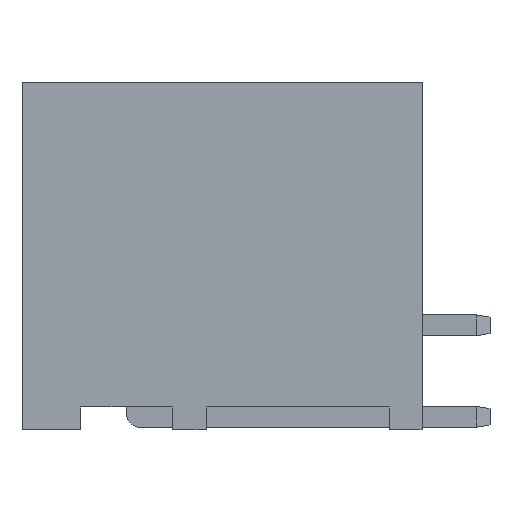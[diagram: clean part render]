
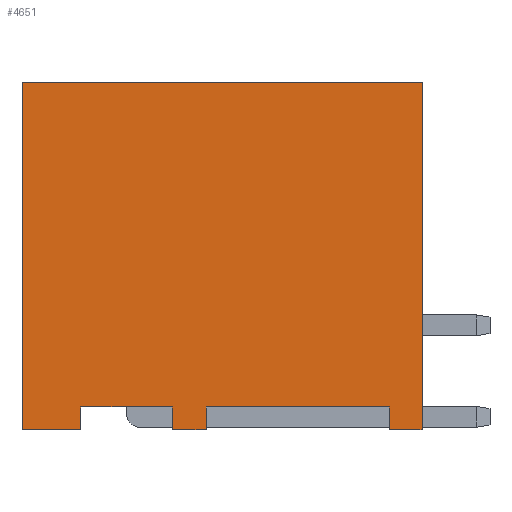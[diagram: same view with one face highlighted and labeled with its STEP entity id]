
A CAD part, left-side view. The second image highlights one B-rep face of the part: STEP entity #4651.
In plain terms, the highlighted planar face has unit normal (-1, 0, 0).
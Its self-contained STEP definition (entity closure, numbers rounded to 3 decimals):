
#19 = LINE ( 'NONE', #4632, #2807 ) ;
#263 = ORIENTED_EDGE ( 'NONE', *, *, #4118, .F. ) ;
#470 = FACE_OUTER_BOUND ( 'NONE', #3092, .T. ) ;
#474 = CARTESIAN_POINT ( 'NONE',  ( -1.75, 1.25, -6.65 ) ) ;
#513 = EDGE_CURVE ( 'NONE', #4352, #1940, #648, .T. ) ;
#544 = ORIENTED_EDGE ( 'NONE', *, *, #2600, .T. ) ;
#565 = LINE ( 'NONE', #5200, #4781 ) ;
#578 = ORIENTED_EDGE ( 'NONE', *, *, #2954, .T. ) ;
#621 = VECTOR ( 'NONE', #639, 1000. ) ;
#639 = DIRECTION ( 'NONE',  ( 0., -1., 0. ) ) ;
#648 = LINE ( 'NONE', #4937, #4819 ) ;
#720 = VERTEX_POINT ( 'NONE', #5156 ) ;
#756 = ORIENTED_EDGE ( 'NONE', *, *, #4841, .T. ) ;
#784 = VERTEX_POINT ( 'NONE', #2275 ) ;
#1005 = CARTESIAN_POINT ( 'NONE',  ( -1.75, 8.25, -6.65 ) ) ;
#1012 = DIRECTION ( 'NONE',  ( 0., -1., 0. ) ) ;
#1074 = EDGE_CURVE ( 'NONE', #2243, #5158, #19, .T. ) ;
#1114 = DIRECTION ( 'NONE',  ( 0., 0., 1. ) ) ;
#1237 = EDGE_CURVE ( 'NONE', #1940, #3703, #5395, .T. ) ;
#1257 = CARTESIAN_POINT ( 'NONE',  ( -1.75, 15.3, 6.65 ) ) ;
#1267 = DIRECTION ( 'NONE',  ( 0., -1., 0. ) ) ;
#1409 = DIRECTION ( 'NONE',  ( 0., -1., 0. ) ) ;
#1430 = AXIS2_PLACEMENT_3D ( 'NONE', #4951, #4978, #5507 ) ;
#1543 = LINE ( 'NONE', #5737, #2336 ) ;
#1566 = CARTESIAN_POINT ( 'NONE',  ( -1.75, 9.55, -5.775 ) ) ;
#1683 = ORIENTED_EDGE ( 'NONE', *, *, #4502, .T. ) ;
#1689 = DIRECTION ( 'NONE',  ( 0., 0., 1. ) ) ;
#1755 = DIRECTION ( 'NONE',  ( 0., -1., 0. ) ) ;
#1874 = CARTESIAN_POINT ( 'NONE',  ( -1.75, 13.05, -5.775 ) ) ;
#1940 = VERTEX_POINT ( 'NONE', #1566 ) ;
#1995 = DIRECTION ( 'NONE',  ( 0., 0., 1. ) ) ;
#2096 = VECTOR ( 'NONE', #2347, 1000. ) ;
#2120 = VECTOR ( 'NONE', #3081, 1000. ) ;
#2152 = ORIENTED_EDGE ( 'NONE', *, *, #513, .T. ) ;
#2243 = VERTEX_POINT ( 'NONE', #2422 ) ;
#2261 = LINE ( 'NONE', #1257, #5354 ) ;
#2275 = CARTESIAN_POINT ( 'NONE',  ( -1.75, 15.3, -6.65 ) ) ;
#2285 = EDGE_CURVE ( 'NONE', #3703, #4768, #2513, .T. ) ;
#2333 = ORIENTED_EDGE ( 'NONE', *, *, #5888, .T. ) ;
#2336 = VECTOR ( 'NONE', #1995, 1000. ) ;
#2347 = DIRECTION ( 'NONE',  ( 0., 0., -1. ) ) ;
#2422 = CARTESIAN_POINT ( 'NONE',  ( -1.75, 8.25, -5.775 ) ) ;
#2513 = LINE ( 'NONE', #5744, #621 ) ;
#2600 = EDGE_CURVE ( 'NONE', #3088, #5689, #1543, .T. ) ;
#2726 = ORIENTED_EDGE ( 'NONE', *, *, #3222, .F. ) ;
#2753 = DIRECTION ( 'NONE',  ( 0., -1., 0. ) ) ;
#2807 = VECTOR ( 'NONE', #1409, 1000. ) ;
#2811 = CARTESIAN_POINT ( 'NONE',  ( -1.75, 15.3, -6.65 ) ) ;
#2838 = LINE ( 'NONE', #2864, #2096 ) ;
#2864 = CARTESIAN_POINT ( 'NONE',  ( -1.75, 1.25, 6.65 ) ) ;
#2909 = VERTEX_POINT ( 'NONE', #474 ) ;
#2949 = ORIENTED_EDGE ( 'NONE', *, *, #1237, .T. ) ;
#2954 = EDGE_CURVE ( 'NONE', #784, #4578, #4623, .T. ) ;
#3081 = DIRECTION ( 'NONE',  ( 0., 0., -1. ) ) ;
#3088 = VERTEX_POINT ( 'NONE', #4281 ) ;
#3092 = EDGE_LOOP ( 'NONE', ( #5922, #756, #4881, #544, #2726, #263, #578, #1683, #2152, #2949, #5986, #2333 ) ) ;
#3222 = EDGE_CURVE ( 'NONE', #720, #5689, #2261, .T. ) ;
#3325 = EDGE_CURVE ( 'NONE', #2909, #3088, #565, .T. ) ;
#3586 = CARTESIAN_POINT ( 'NONE',  ( -1.75, 13.05, -6.65 ) ) ;
#3646 = PLANE ( 'NONE',  #1430 ) ;
#3694 = VECTOR ( 'NONE', #5255, 1000. ) ;
#3703 = VERTEX_POINT ( 'NONE', #5101 ) ;
#3902 = LINE ( 'NONE', #4890, #4297 ) ;
#4118 = EDGE_CURVE ( 'NONE', #784, #720, #5707, .T. ) ;
#4281 = CARTESIAN_POINT ( 'NONE',  ( -1.75, 0., -6.65 ) ) ;
#4297 = VECTOR ( 'NONE', #1689, 1000. ) ;
#4352 = VERTEX_POINT ( 'NONE', #1874 ) ;
#4502 = EDGE_CURVE ( 'NONE', #4578, #4352, #3902, .T. ) ;
#4578 = VERTEX_POINT ( 'NONE', #3586 ) ;
#4623 = LINE ( 'NONE', #2811, #4668 ) ;
#4632 = CARTESIAN_POINT ( 'NONE',  ( -1.75, 15.3, -5.775 ) ) ;
#4645 = CARTESIAN_POINT ( 'NONE',  ( -1.75, 8.25, 6.65 ) ) ;
#4651 = ADVANCED_FACE ( 'NONE', ( #470 ), #3646, .F. ) ;
#4668 = VECTOR ( 'NONE', #2753, 1000. ) ;
#4768 = VERTEX_POINT ( 'NONE', #1005 ) ;
#4781 = VECTOR ( 'NONE', #1012, 1000. ) ;
#4819 = VECTOR ( 'NONE', #1267, 1000. ) ;
#4841 = EDGE_CURVE ( 'NONE', #5158, #2909, #2838, .T. ) ;
#4881 = ORIENTED_EDGE ( 'NONE', *, *, #3325, .T. ) ;
#4890 = CARTESIAN_POINT ( 'NONE',  ( -1.75, 13.05, 6.65 ) ) ;
#4929 = CARTESIAN_POINT ( 'NONE',  ( -1.75, 1.25, -5.775 ) ) ;
#4937 = CARTESIAN_POINT ( 'NONE',  ( -1.75, 15.3, -5.775 ) ) ;
#4951 = CARTESIAN_POINT ( 'NONE',  ( -1.75, 15.3, 6.65 ) ) ;
#4978 = DIRECTION ( 'NONE',  ( 1., 0., 0. ) ) ;
#5101 = CARTESIAN_POINT ( 'NONE',  ( -1.75, 9.55, -6.65 ) ) ;
#5156 = CARTESIAN_POINT ( 'NONE',  ( -1.75, 15.3, 6.65 ) ) ;
#5158 = VERTEX_POINT ( 'NONE', #4929 ) ;
#5159 = LINE ( 'NONE', #4645, #3694 ) ;
#5200 = CARTESIAN_POINT ( 'NONE',  ( -1.75, 15.3, -6.65 ) ) ;
#5255 = DIRECTION ( 'NONE',  ( 0., 0., 1. ) ) ;
#5320 = CARTESIAN_POINT ( 'NONE',  ( -1.75, 0., 6.65 ) ) ;
#5332 = CARTESIAN_POINT ( 'NONE',  ( -1.75, 9.55, 6.65 ) ) ;
#5354 = VECTOR ( 'NONE', #1755, 1000. ) ;
#5395 = LINE ( 'NONE', #5332, #2120 ) ;
#5507 = DIRECTION ( 'NONE',  ( 0., 0., -1. ) ) ;
#5569 = VECTOR ( 'NONE', #1114, 1000. ) ;
#5679 = CARTESIAN_POINT ( 'NONE',  ( -1.75, 15.3, 6.65 ) ) ;
#5689 = VERTEX_POINT ( 'NONE', #5320 ) ;
#5707 = LINE ( 'NONE', #5679, #5569 ) ;
#5737 = CARTESIAN_POINT ( 'NONE',  ( -1.75, 0., 6.65 ) ) ;
#5744 = CARTESIAN_POINT ( 'NONE',  ( -1.75, 15.3, -6.65 ) ) ;
#5888 = EDGE_CURVE ( 'NONE', #4768, #2243, #5159, .T. ) ;
#5922 = ORIENTED_EDGE ( 'NONE', *, *, #1074, .T. ) ;
#5986 = ORIENTED_EDGE ( 'NONE', *, *, #2285, .T. ) ;
